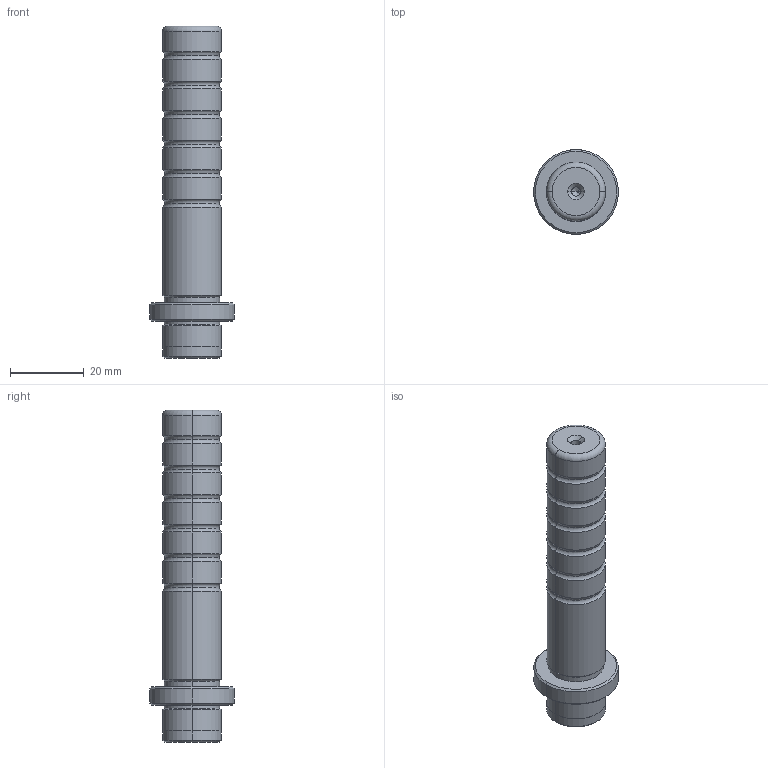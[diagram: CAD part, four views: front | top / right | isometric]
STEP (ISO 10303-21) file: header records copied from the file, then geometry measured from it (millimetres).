
FILE_DESCRIPTION (( 'STEP AP214' ), '1' );
FILE_NAME ('SGOR-D16-80.step', '2021-07-29T07:57:57', ( 'User' ), ( 'china' ), 'SwSTEP 2.0', 'SolidWorks 2016', '' );
FILE_SCHEMA (( 'AUTOMOTIVE_DESIGN' ));
Length unit declared in the file: millimetre
Products named in the file (1): SGOR-D16-80
Bounding box: 23 x 23 x 90 mm (x, y, z)
Volume: 18365.3 mm3; surface area: 5848.5 mm2
Topology: 1 solids, 1 shells, 102 faces, 220 edges, 124 vertices
Faces by surface type: cylinder 40, torus 28, cone 20, plane 14
Entity records: 2976 total; most frequent: CARTESIAN_POINT 697, DIRECTION 516, ORIENTED_EDGE 432, AXIS2_PLACEMENT_3D 221, EDGE_CURVE 216, VERTEX_POINT 124, CIRCLE 118, EDGE_LOOP 110
